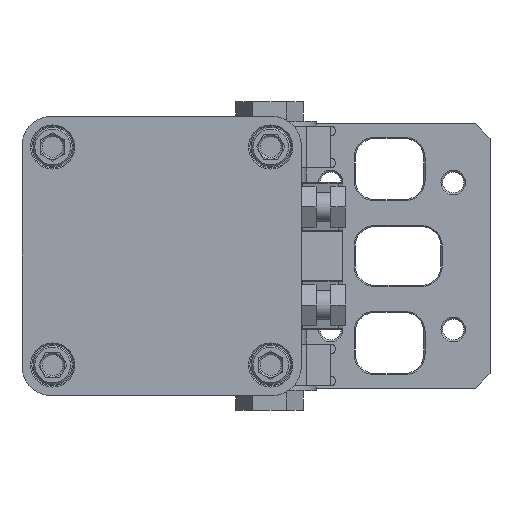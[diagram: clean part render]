
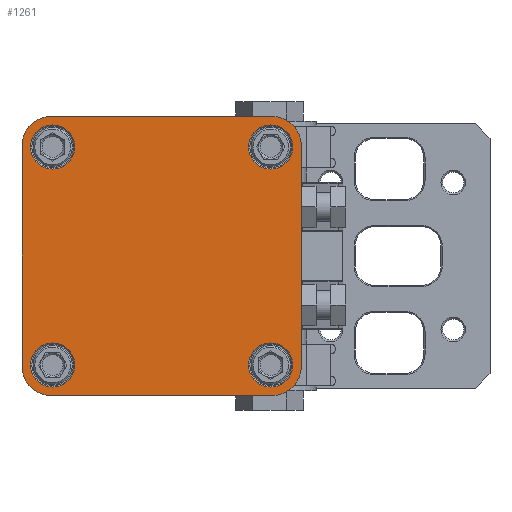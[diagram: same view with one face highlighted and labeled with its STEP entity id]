
A CAD part, front view. The second image highlights one B-rep face of the part: STEP entity #1261.
In plain terms, the highlighted planar face has unit normal (0, -1, 0).
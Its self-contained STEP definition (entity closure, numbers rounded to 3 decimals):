
#149=CARTESIAN_POINT('',(45.,-180.,45.));
#150=DIRECTION('',(0.,-1.,0.));
#151=DIRECTION('',(1.,0.,0.));
#152=AXIS2_PLACEMENT_3D('',#149,#150,#151);
#154=DIRECTION('',(0.,0.,-1.));
#155=VECTOR('',#154,90.);
#156=CARTESIAN_POINT('',(57.,-180.,45.));
#157=LINE('',#156,#155);
#158=CARTESIAN_POINT('',(45.,-180.,-45.));
#159=DIRECTION('',(0.,-1.,0.));
#160=DIRECTION('',(0.,0.,-1.));
#161=AXIS2_PLACEMENT_3D('',#158,#159,#160);
#163=DIRECTION('',(-1.,0.,0.));
#164=VECTOR('',#163,90.);
#165=CARTESIAN_POINT('',(45.,-180.,-57.));
#166=LINE('',#165,#164);
#167=CARTESIAN_POINT('',(-45.,-180.,-45.));
#168=DIRECTION('',(0.,-1.,0.));
#169=DIRECTION('',(-1.,0.,0.));
#170=AXIS2_PLACEMENT_3D('',#167,#168,#169);
#172=DIRECTION('',(0.,0.,1.));
#173=VECTOR('',#172,90.);
#174=CARTESIAN_POINT('',(-57.,-180.,-45.));
#175=LINE('',#174,#173);
#176=CARTESIAN_POINT('',(-45.,-180.,45.));
#177=DIRECTION('',(0.,-1.,0.));
#178=DIRECTION('',(0.,0.,1.));
#179=AXIS2_PLACEMENT_3D('',#176,#177,#178);
#181=DIRECTION('',(1.,0.,0.));
#182=VECTOR('',#181,90.);
#183=CARTESIAN_POINT('',(-45.,-180.,57.));
#184=LINE('',#183,#182);
#185=CARTESIAN_POINT('',(-44.5,-180.,44.5));
#186=DIRECTION('',(0.,1.,0.));
#187=DIRECTION('',(1.,0.,0.));
#188=AXIS2_PLACEMENT_3D('',#185,#186,#187);
#190=CARTESIAN_POINT('',(-44.5,-180.,44.5));
#191=DIRECTION('',(0.,1.,0.));
#192=DIRECTION('',(-1.,0.,0.));
#193=AXIS2_PLACEMENT_3D('',#190,#191,#192);
#195=CARTESIAN_POINT('',(44.5,-180.,44.5));
#196=DIRECTION('',(0.,1.,0.));
#197=DIRECTION('',(1.,0.,0.));
#198=AXIS2_PLACEMENT_3D('',#195,#196,#197);
#200=CARTESIAN_POINT('',(44.5,-180.,44.5));
#201=DIRECTION('',(0.,1.,0.));
#202=DIRECTION('',(-1.,0.,0.));
#203=AXIS2_PLACEMENT_3D('',#200,#201,#202);
#205=CARTESIAN_POINT('',(44.5,-180.,-44.5));
#206=DIRECTION('',(0.,1.,0.));
#207=DIRECTION('',(1.,0.,0.));
#208=AXIS2_PLACEMENT_3D('',#205,#206,#207);
#210=CARTESIAN_POINT('',(44.5,-180.,-44.5));
#211=DIRECTION('',(0.,1.,0.));
#212=DIRECTION('',(-1.,0.,0.));
#213=AXIS2_PLACEMENT_3D('',#210,#211,#212);
#215=CARTESIAN_POINT('',(-44.5,-180.,-44.5));
#216=DIRECTION('',(0.,1.,0.));
#217=DIRECTION('',(1.,0.,0.));
#218=AXIS2_PLACEMENT_3D('',#215,#216,#217);
#220=CARTESIAN_POINT('',(-44.5,-180.,-44.5));
#221=DIRECTION('',(0.,1.,0.));
#222=DIRECTION('',(-1.,0.,0.));
#223=AXIS2_PLACEMENT_3D('',#220,#221,#222);
#829=CARTESIAN_POINT('',(57.,-180.,45.));
#830=CARTESIAN_POINT('',(45.,-180.,57.));
#831=VERTEX_POINT('',#829);
#832=VERTEX_POINT('',#830);
#837=CARTESIAN_POINT('',(45.,-180.,-57.));
#838=CARTESIAN_POINT('',(57.,-180.,-45.));
#839=VERTEX_POINT('',#837);
#840=VERTEX_POINT('',#838);
#845=CARTESIAN_POINT('',(-45.,-180.,57.));
#846=CARTESIAN_POINT('',(-57.,-180.,45.));
#847=VERTEX_POINT('',#845);
#848=VERTEX_POINT('',#846);
#853=CARTESIAN_POINT('',(-57.,-180.,-45.));
#854=CARTESIAN_POINT('',(-45.,-180.,-57.));
#855=VERTEX_POINT('',#853);
#856=VERTEX_POINT('',#854);
#961=CARTESIAN_POINT('',(-35.5,-180.,44.5));
#962=CARTESIAN_POINT('',(-53.5,-180.,44.5));
#963=VERTEX_POINT('',#961);
#964=VERTEX_POINT('',#962);
#969=CARTESIAN_POINT('',(53.5,-180.,44.5));
#970=CARTESIAN_POINT('',(35.5,-180.,44.5));
#971=VERTEX_POINT('',#969);
#972=VERTEX_POINT('',#970);
#977=CARTESIAN_POINT('',(53.5,-180.,-44.5));
#978=CARTESIAN_POINT('',(35.5,-180.,-44.5));
#979=VERTEX_POINT('',#977);
#980=VERTEX_POINT('',#978);
#985=CARTESIAN_POINT('',(-35.5,-180.,-44.5));
#986=CARTESIAN_POINT('',(-53.5,-180.,-44.5));
#987=VERTEX_POINT('',#985);
#988=VERTEX_POINT('',#986);
#1215=CARTESIAN_POINT('',(0.,-180.,0.));
#1216=DIRECTION('',(0.,1.,0.));
#1217=DIRECTION('',(1.,0.,0.));
#1218=AXIS2_PLACEMENT_3D('',#1215,#1216,#1217);
#1219=PLANE('',#1218);
#1221=ORIENTED_EDGE('',*,*,#1220,.F.);
#1223=ORIENTED_EDGE('',*,*,#1222,.T.);
#1225=ORIENTED_EDGE('',*,*,#1224,.F.);
#1227=ORIENTED_EDGE('',*,*,#1226,.T.);
#1229=ORIENTED_EDGE('',*,*,#1228,.F.);
#1231=ORIENTED_EDGE('',*,*,#1230,.T.);
#1233=ORIENTED_EDGE('',*,*,#1232,.F.);
#1235=ORIENTED_EDGE('',*,*,#1234,.T.);
#1236=EDGE_LOOP('',(#1221,#1223,#1225,#1227,#1229,#1231,#1233,#1235));
#1237=FACE_OUTER_BOUND('',#1236,.F.);
#1239=ORIENTED_EDGE('',*,*,#1238,.F.);
#1241=ORIENTED_EDGE('',*,*,#1240,.F.);
#1242=EDGE_LOOP('',(#1239,#1241));
#1243=FACE_BOUND('',#1242,.F.);
#1245=ORIENTED_EDGE('',*,*,#1244,.F.);
#1246=ORIENTED_EDGE('',*,*,#1205,.F.);
#1247=EDGE_LOOP('',(#1245,#1246));
#1248=FACE_BOUND('',#1247,.F.);
#1250=ORIENTED_EDGE('',*,*,#1249,.F.);
#1252=ORIENTED_EDGE('',*,*,#1251,.F.);
#1253=EDGE_LOOP('',(#1250,#1252));
#1254=FACE_BOUND('',#1253,.F.);
#1256=ORIENTED_EDGE('',*,*,#1255,.F.);
#1258=ORIENTED_EDGE('',*,*,#1257,.F.);
#1259=EDGE_LOOP('',(#1256,#1258));
#1260=FACE_BOUND('',#1259,.F.);
#153=CIRCLE('',#152,12.);
#162=CIRCLE('',#161,12.);
#171=CIRCLE('',#170,12.);
#180=CIRCLE('',#179,12.);
#189=CIRCLE('',#188,9.);
#194=CIRCLE('',#193,9.);
#199=CIRCLE('',#198,9.);
#204=CIRCLE('',#203,9.);
#209=CIRCLE('',#208,9.);
#214=CIRCLE('',#213,9.);
#219=CIRCLE('',#218,9.);
#224=CIRCLE('',#223,9.);
#1205=EDGE_CURVE('',#972,#971,#204,.T.);
#1220=EDGE_CURVE('',#831,#832,#153,.T.);
#1222=EDGE_CURVE('',#831,#840,#157,.T.);
#1224=EDGE_CURVE('',#839,#840,#162,.T.);
#1226=EDGE_CURVE('',#839,#856,#166,.T.);
#1228=EDGE_CURVE('',#855,#856,#171,.T.);
#1230=EDGE_CURVE('',#855,#848,#175,.T.);
#1232=EDGE_CURVE('',#847,#848,#180,.T.);
#1234=EDGE_CURVE('',#847,#832,#184,.T.);
#1238=EDGE_CURVE('',#963,#964,#189,.T.);
#1240=EDGE_CURVE('',#964,#963,#194,.T.);
#1244=EDGE_CURVE('',#971,#972,#199,.T.);
#1249=EDGE_CURVE('',#979,#980,#209,.T.);
#1251=EDGE_CURVE('',#980,#979,#214,.T.);
#1255=EDGE_CURVE('',#987,#988,#219,.T.);
#1257=EDGE_CURVE('',#988,#987,#224,.T.);
#1261=ADVANCED_FACE('',(#1237,#1243,#1248,#1254,#1260),#1219,.F.);
